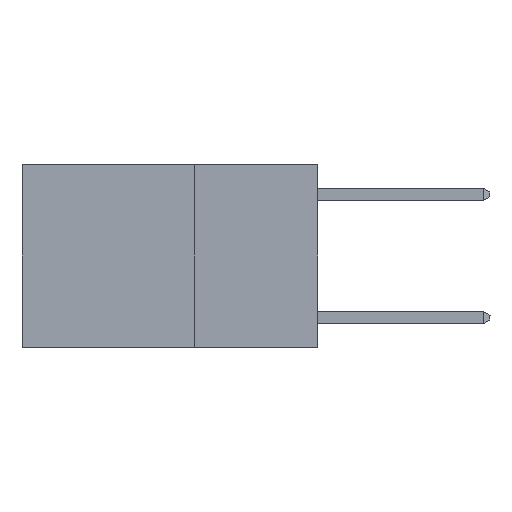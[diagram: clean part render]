
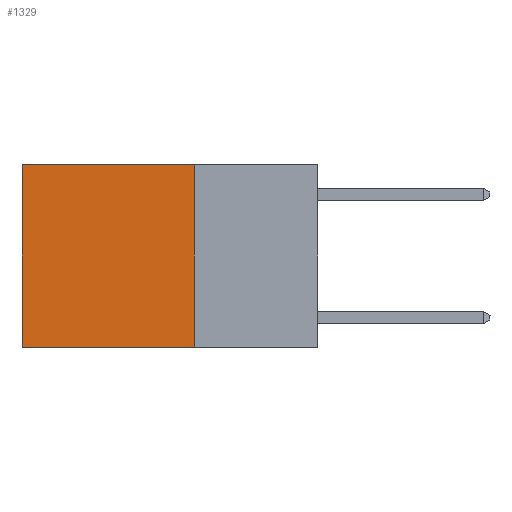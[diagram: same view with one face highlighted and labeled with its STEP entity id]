
A CAD part, left-side view. The second image highlights one B-rep face of the part: STEP entity #1329.
In plain terms, the highlighted planar face has unit normal (-1, 0, 0).
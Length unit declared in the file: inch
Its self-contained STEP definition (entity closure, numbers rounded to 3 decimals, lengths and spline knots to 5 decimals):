
#447 = CARTESIAN_POINT ( 'NONE',  ( 0.2625, 0.6, 0. ) ) ;
#669 = CARTESIAN_POINT ( 'NONE',  ( 0.2625, 0.6, -0.37 ) ) ;
#1328 = AXIS2_PLACEMENT_3D ( 'NONE', #5242, #11292, #6134 ) ;
#1329 = ADVANCED_FACE ( 'NONE', ( #2854 ), #8733, .F. ) ;
#1594 = CARTESIAN_POINT ( 'NONE',  ( 0.2625, 0.25, 0. ) ) ;
#1686 = VERTEX_POINT ( 'NONE', #4781 ) ;
#2018 = VECTOR ( 'NONE', #3340, 39.37008 ) ;
#2493 = LINE ( 'NONE', #7970, #4243 ) ;
#2854 = FACE_OUTER_BOUND ( 'NONE', #6632, .T. ) ;
#3340 = DIRECTION ( 'NONE',  ( 0., 0., -1. ) ) ;
#3444 = VECTOR ( 'NONE', #7802, 39.37008 ) ;
#3713 = LINE ( 'NONE', #9501, #8122 ) ;
#4020 = CARTESIAN_POINT ( 'NONE',  ( 0.2625, 0.25, -0.37 ) ) ;
#4230 = CARTESIAN_POINT ( 'NONE',  ( 0.2625, 0.6, 0. ) ) ;
#4243 = VECTOR ( 'NONE', #11359, 39.37008 ) ;
#4320 = LINE ( 'NONE', #1594, #2018 ) ;
#4570 = ORIENTED_EDGE ( 'NONE', *, *, #9766, .T. ) ;
#4690 = ORIENTED_EDGE ( 'NONE', *, *, #10531, .F. ) ;
#4781 = CARTESIAN_POINT ( 'NONE',  ( 0.2625, 0.25, 0. ) ) ;
#4811 = ORIENTED_EDGE ( 'NONE', *, *, #7017, .F. ) ;
#4959 = ORIENTED_EDGE ( 'NONE', *, *, #5469, .T. ) ;
#5242 = CARTESIAN_POINT ( 'NONE',  ( 0.2625, 0.25, 0. ) ) ;
#5469 = EDGE_CURVE ( 'NONE', #1686, #7504, #3713, .T. ) ;
#5793 = LINE ( 'NONE', #4230, #3444 ) ;
#6134 = DIRECTION ( 'NONE',  ( 0., 0., -1. ) ) ;
#6632 = EDGE_LOOP ( 'NONE', ( #4570, #4690, #4811, #4959 ) ) ;
#7017 = EDGE_CURVE ( 'NONE', #1686, #11378, #4320, .T. ) ;
#7504 = VERTEX_POINT ( 'NONE', #447 ) ;
#7802 = DIRECTION ( 'NONE',  ( 0., 0., -1. ) ) ;
#7970 = CARTESIAN_POINT ( 'NONE',  ( 0.2625, 0.25, -0.37 ) ) ;
#8122 = VECTOR ( 'NONE', #10354, 39.37008 ) ;
#8191 = VERTEX_POINT ( 'NONE', #669 ) ;
#8733 = PLANE ( 'NONE',  #1328 ) ;
#9501 = CARTESIAN_POINT ( 'NONE',  ( 0.2625, 0.25, 0. ) ) ;
#9766 = EDGE_CURVE ( 'NONE', #7504, #8191, #5793, .T. ) ;
#10354 = DIRECTION ( 'NONE',  ( 0., 1., 0. ) ) ;
#10531 = EDGE_CURVE ( 'NONE', #11378, #8191, #2493, .T. ) ;
#11292 = DIRECTION ( 'NONE',  ( 1., 0., 0. ) ) ;
#11359 = DIRECTION ( 'NONE',  ( 0., 1., 0. ) ) ;
#11378 = VERTEX_POINT ( 'NONE', #4020 ) ;
